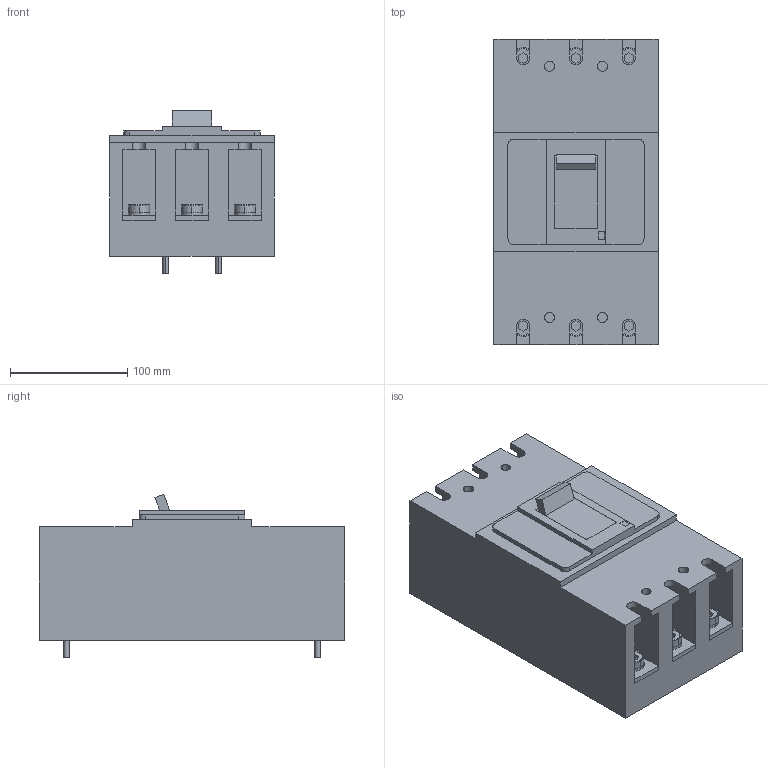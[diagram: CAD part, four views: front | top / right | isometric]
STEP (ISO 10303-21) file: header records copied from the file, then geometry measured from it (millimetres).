
FILE_DESCRIPTION(('CoCreate Modeling STEP Export'),'2;1');
FILE_NAME('Ｓ４００ＮＦ３Ｆ.stp','2016-03-28T15:51:55',(''),(''),'CoCreate Modeling STEP processor for AP214 (Solid Model)','CoCreate Modeling 17.0 01-Apr-2010 (C) Parametric Technology GmbH','');
FILE_SCHEMA(('AUTOMOTIVE_DESIGN { 1 0 10303 214 1 1 1 1 }'));
Length unit declared in the file: millimetre
Products named in the file (5): P2.1; P1; P3.2; P4.2; Ｓ４００ＮＦ３Ｆ
Assembly tree (17 placements, depth 2):
  Ｓ４００ＮＦ３Ｆ
    P3.2  x6
    P4.2  x6
    P2.1  x4
    P1
Bounding box: 140 x 260 x 139.2 mm (x, y, z)
Volume: 3380879.5 mm3; surface area: 228811.6 mm2
Topology: 17 solids, 17 shells, 320 faces, 732 edges, 488 vertices
Faces by surface type: plane 206, cylinder 114
Entity records: 5617 total; most frequent: ORIENTED_EDGE 792, CARTESIAN_POINT 761, DIRECTION 714, EDGE_CURVE 396, VECTOR 280, LINE 280, VERTEX_POINT 264, AXIS2_PLACEMENT_3D 217
